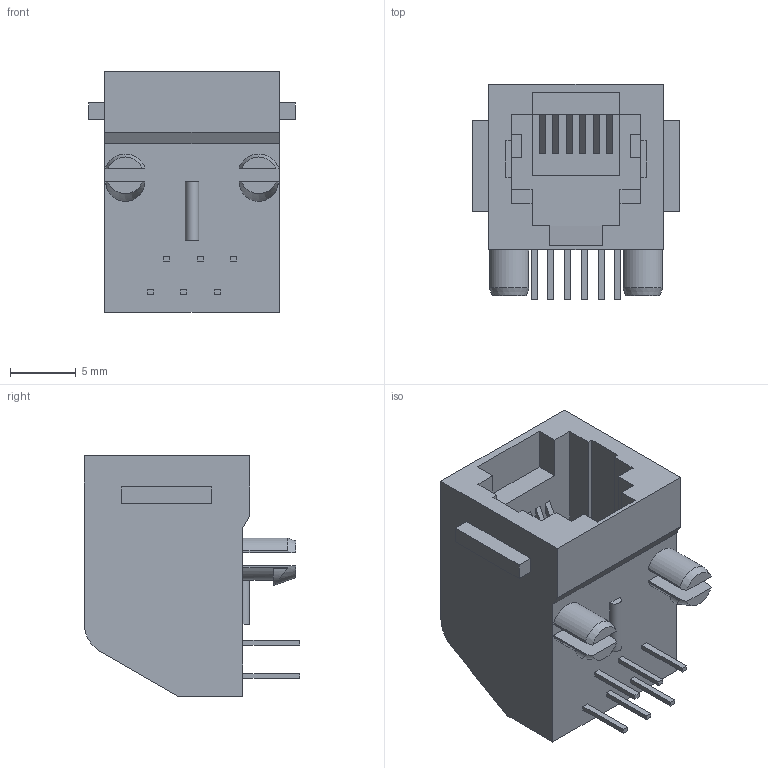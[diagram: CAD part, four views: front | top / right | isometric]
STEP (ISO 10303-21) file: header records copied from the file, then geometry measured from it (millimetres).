
FILE_DESCRIPTION((''),'2;1');
FILE_NAME('C-5555163-1','2019-02-08T02:24:06',('workeradm'),('TE Connectivity Ltd.'),'CREO PARAMETRIC BY PTC INC, 2018190','CREO PARAMETRIC BY PTC INC, 2018190','');
FILE_SCHEMA(('AUTOMOTIVE_DESIGN { 1 0 10303 214 1 1 1 1 }'));
Length unit declared in the file: millimetre
Products named in the file (1): C-5555163-1
Bounding box: 15.75 x 16.38 x 18.29 mm (x, y, z)
Volume: 1804.9 mm3; surface area: 1967.2 mm2
Topology: 1 solids, 1 shells, 155 faces, 415 edges, 276 vertices
Faces by surface type: plane 143, cylinder 8, cone 4
Entity records: 4863 total; most frequent: CARTESIAN_POINT 924, ORIENTED_EDGE 830, DIRECTION 729, EDGE_CURVE 415, VECTOR 375, LINE 375, VERTEX_POINT 276, EDGE_LOOP 181
